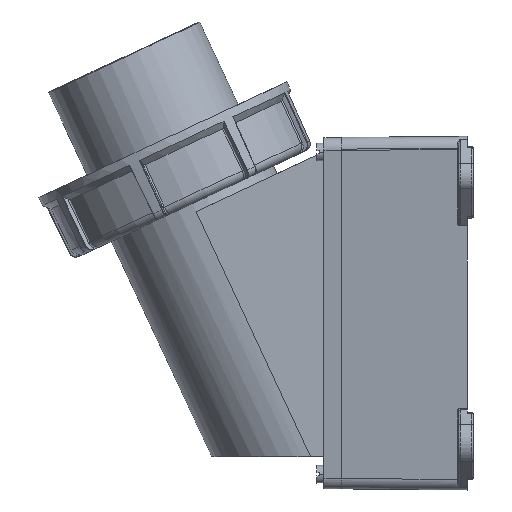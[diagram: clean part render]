
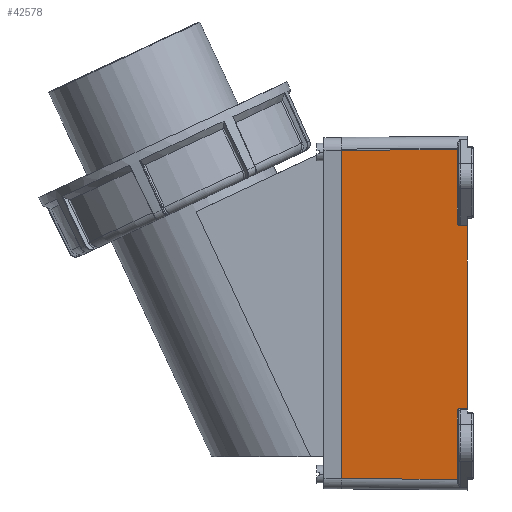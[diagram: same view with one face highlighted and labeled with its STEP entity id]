
A CAD part, left-side view. The second image highlights one B-rep face of the part: STEP entity #42578.
In plain terms, the highlighted face is planar.
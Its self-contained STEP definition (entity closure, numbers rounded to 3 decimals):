
#345 = LINE ( 'NONE', #12278, #53232 ) ;
#866 = CARTESIAN_POINT ( 'NONE',  ( -636.176, 1442.694, 3.496 ) ) ;
#1724 = CARTESIAN_POINT ( 'NONE',  ( -660.66, 1445.398, 3.496 ) ) ;
#1788 = CARTESIAN_POINT ( 'NONE',  ( -572.177, 1435.637, 2.496 ) ) ;
#2856 = ORIENTED_EDGE ( 'NONE', *, *, #16818, .F. ) ;
#2962 = ORIENTED_EDGE ( 'NONE', *, *, #5327, .T. ) ;
#3183 = VECTOR ( 'NONE', #51660, 1000. ) ;
#3260 = CARTESIAN_POINT ( 'NONE',  ( -571.955, 1435.607, 3.086 ) ) ;
#3269 = CARTESIAN_POINT ( 'NONE',  ( -571.026, 1435.501, 3.496 ) ) ;
#3650 = EDGE_CURVE ( 'NONE', #39016, #29801, #345, .T. ) ;
#4115 = CARTESIAN_POINT ( 'NONE',  ( -635.626, 1442.634, 3.495 ) ) ;
#4473 = DIRECTION ( 'NONE',  ( 0.994, -0.11, 0. ) ) ;
#4648 = CARTESIAN_POINT ( 'NONE',  ( -634.535, 1442.522, 2.496 ) ) ;
#5327 = EDGE_CURVE ( 'NONE', #41518, #52189, #14924, .T. ) ;
#5480 = B_SPLINE_CURVE_WITH_KNOTS ( 'NONE', 3,
 ( #7416, #45946, #16536, #15719, #7964, #24318, #24025, #37907, #33493, #49287, #19862, #41263, #3260, #37097, #45128, #50371, #7138 ),
 .UNSPECIFIED., .F., .F.,
 ( 4, 1, 1, 2, 2, 1, 2, 2, 2, 4 ),
 ( 0., 0.125, 0.187, 0.219, 0.25, 0.375, 0.437, 0.5, 0.75, 1. ),
 .UNSPECIFIED. ) ;
#6140 = VERTEX_POINT ( 'NONE', #20168 ) ;
#7138 = CARTESIAN_POINT ( 'NONE',  ( -572.177, 1435.637, 2.496 ) ) ;
#7416 = CARTESIAN_POINT ( 'NONE',  ( -571.026, 1435.501, 3.496 ) ) ;
#7631 = CARTESIAN_POINT ( 'NONE',  ( -548.315, 1432.646, 43. ) ) ;
#7964 = CARTESIAN_POINT ( 'NONE',  ( -571.415, 1435.544, 3.435 ) ) ;
#8550 = VECTOR ( 'NONE', #4473, 1000. ) ;
#10052 = LINE ( 'NONE', #1724, #3183 ) ;
#10394 = EDGE_CURVE ( 'NONE', #6140, #52300, #40566, .T. ) ;
#10759 = EDGE_CURVE ( 'NONE', #21354, #6140, #46884, .T. ) ;
#11162 = DIRECTION ( 'NONE',  ( -0.005, -0.008, 1. ) ) ;
#11286 = VECTOR ( 'NONE', #47399, 1000. ) ;
#12235 = CARTESIAN_POINT ( 'NONE',  ( -600.513, 1438.41, 43.004 ) ) ;
#12278 = CARTESIAN_POINT ( 'NONE',  ( -660.66, 1445.398, 3.496 ) ) ;
#12510 = EDGE_CURVE ( 'NONE', #32758, #52300, #5480, .T. ) ;
#12692 = CARTESIAN_POINT ( 'NONE',  ( -571.026, 1435.501, 3.496 ) ) ;
#13080 = DIRECTION ( 'NONE',  ( 0.009, -0.01, 1. ) ) ;
#13091 = VERTEX_POINT ( 'NONE', #866 ) ;
#13696 = EDGE_CURVE ( 'NONE', #32758, #52189, #54853, .T. ) ;
#14924 = LINE ( 'NONE', #36852, #19641 ) ;
#15491 = EDGE_CURVE ( 'NONE', #39016, #13091, #10052, .T. ) ;
#15719 = CARTESIAN_POINT ( 'NONE',  ( -571.359, 1435.538, 3.453 ) ) ;
#15923 = DIRECTION ( 'NONE',  ( -0.994, 0.11, 0. ) ) ;
#16536 = CARTESIAN_POINT ( 'NONE',  ( -571.225, 1435.523, 3.485 ) ) ;
#16818 = EDGE_CURVE ( 'NONE', #41518, #29801, #24534, .T. ) ;
#17337 = CARTESIAN_POINT ( 'NONE',  ( -547.971, 1432.955, 3.496 ) ) ;
#18269 = VECTOR ( 'NONE', #11162, 1000. ) ;
#19641 = VECTOR ( 'NONE', #53775, 1000. ) ;
#19862 = CARTESIAN_POINT ( 'NONE',  ( -571.799, 1435.588, 3.227 ) ) ;
#20168 = CARTESIAN_POINT ( 'NONE',  ( -572.164, 1435.657, 0. ) ) ;
#21354 = VERTEX_POINT ( 'NONE', #37759 ) ;
#24025 = CARTESIAN_POINT ( 'NONE',  ( -571.472, 1435.551, 3.414 ) ) ;
#24279 = AXIS2_PLACEMENT_3D ( 'NONE', #12235, #54655, #37186 ) ;
#24318 = CARTESIAN_POINT ( 'NONE',  ( -571.452, 1435.548, 3.422 ) ) ;
#24534 = LINE ( 'NONE', #7631, #38827 ) ;
#24686 = FACE_OUTER_BOUND ( 'NONE', #41196, .T. ) ;
#24764 = ORIENTED_EDGE ( 'NONE', *, *, #3650, .T. ) ;
#26615 = ORIENTED_EDGE ( 'NONE', *, *, #10394, .F. ) ;
#27855 = VECTOR ( 'NONE', #46518, 1000. ) ;
#28081 = CARTESIAN_POINT ( 'NONE',  ( -572.164, 1435.657, 0. ) ) ;
#29625 = CARTESIAN_POINT ( 'NONE',  ( -635.19, 1442.587, 3.339 ) ) ;
#29801 = VERTEX_POINT ( 'NONE', #47574 ) ;
#30512 = CARTESIAN_POINT ( 'NONE',  ( -634.561, 1442.547, 0. ) ) ;
#32758 = VERTEX_POINT ( 'NONE', #3269 ) ;
#33074 = ORIENTED_EDGE ( 'NONE', *, *, #34959, .T. ) ;
#33493 = CARTESIAN_POINT ( 'NONE',  ( -571.653, 1435.571, 3.332 ) ) ;
#33507 = EDGE_CURVE ( 'NONE', #21354, #43886, #50458, .T. ) ;
#34959 = EDGE_CURVE ( 'NONE', #43886, #13091, #39707, .T. ) ;
#36530 = ORIENTED_EDGE ( 'NONE', *, *, #15491, .F. ) ;
#36852 = CARTESIAN_POINT ( 'NONE',  ( -548.315, 1432.646, 43. ) ) ;
#37097 = CARTESIAN_POINT ( 'NONE',  ( -572.035, 1435.617, 2.978 ) ) ;
#37186 = DIRECTION ( 'NONE',  ( 0.079, 0., -0.997 ) ) ;
#37759 = CARTESIAN_POINT ( 'NONE',  ( -634.561, 1442.547, 0. ) ) ;
#37907 = CARTESIAN_POINT ( 'NONE',  ( -571.557, 1435.56, 3.381 ) ) ;
#38005 = ORIENTED_EDGE ( 'NONE', *, *, #12510, .T. ) ;
#38704 = CARTESIAN_POINT ( 'NONE',  ( -660.66, 1445.398, 3.496 ) ) ;
#38827 = VECTOR ( 'NONE', #15923, 1000. ) ;
#39016 = VERTEX_POINT ( 'NONE', #38704 ) ;
#39707 = B_SPLINE_CURVE_WITH_KNOTS ( 'NONE', 3,
 ( #4648, #51233, #42093, #29625, #4115, #50402 ),
 .UNSPECIFIED., .F., .F.,
 ( 4, 2, 4 ),
 ( 0., 0.5, 1. ),
 .UNSPECIFIED. ) ;
#40566 = LINE ( 'NONE', #28081, #18269 ) ;
#41196 = EDGE_LOOP ( 'NONE', ( #36530, #24764, #2856, #2962, #44226, #38005, #26615, #42333, #42746, #33074 ) ) ;
#41263 = CARTESIAN_POINT ( 'NONE',  ( -571.828, 1435.592, 3.202 ) ) ;
#41518 = VERTEX_POINT ( 'NONE', #42626 ) ;
#42093 = CARTESIAN_POINT ( 'NONE',  ( -634.641, 1442.53, 2.94 ) ) ;
#42333 = ORIENTED_EDGE ( 'NONE', *, *, #10759, .F. ) ;
#42468 = CARTESIAN_POINT ( 'NONE',  ( -634.561, 1442.547, 0. ) ) ;
#42578 = ADVANCED_FACE ( 'NONE', ( #24686 ), #46589, .T. ) ;
#42626 = CARTESIAN_POINT ( 'NONE',  ( -548.315, 1432.646, 43. ) ) ;
#42746 = ORIENTED_EDGE ( 'NONE', *, *, #33507, .T. ) ;
#43886 = VERTEX_POINT ( 'NONE', #49690 ) ;
#44226 = ORIENTED_EDGE ( 'NONE', *, *, #13696, .F. ) ;
#45128 = CARTESIAN_POINT ( 'NONE',  ( -572.147, 1435.631, 2.744 ) ) ;
#45946 = CARTESIAN_POINT ( 'NONE',  ( -571.107, 1435.51, 3.496 ) ) ;
#46518 = DIRECTION ( 'NONE',  ( 0.994, -0.11, 0. ) ) ;
#46589 = PLANE ( 'NONE',  #24279 ) ;
#46884 = LINE ( 'NONE', #42468, #8550 ) ;
#47399 = DIRECTION ( 'NONE',  ( 0.011, -0.01, 1. ) ) ;
#47574 = CARTESIAN_POINT ( 'NONE',  ( -660.316, 1445.013, 43. ) ) ;
#49287 = CARTESIAN_POINT ( 'NONE',  ( -571.741, 1435.582, 3.271 ) ) ;
#49690 = CARTESIAN_POINT ( 'NONE',  ( -634.535, 1442.522, 2.496 ) ) ;
#50371 = CARTESIAN_POINT ( 'NONE',  ( -572.176, 1435.635, 2.622 ) ) ;
#50402 = CARTESIAN_POINT ( 'NONE',  ( -636.176, 1442.694, 3.496 ) ) ;
#50458 = LINE ( 'NONE', #30512, #11286 ) ;
#51233 = CARTESIAN_POINT ( 'NONE',  ( -634.533, 1442.52, 2.707 ) ) ;
#51660 = DIRECTION ( 'NONE',  ( 0.994, -0.11, 0. ) ) ;
#52189 = VERTEX_POINT ( 'NONE', #17337 ) ;
#52300 = VERTEX_POINT ( 'NONE', #1788 ) ;
#53232 = VECTOR ( 'NONE', #13080, 1000. ) ;
#53775 = DIRECTION ( 'NONE',  ( 0.009, 0.008, -1. ) ) ;
#54655 = DIRECTION ( 'NONE',  ( 0.11, 0.994, 0.009 ) ) ;
#54853 = LINE ( 'NONE', #12692, #27855 ) ;
